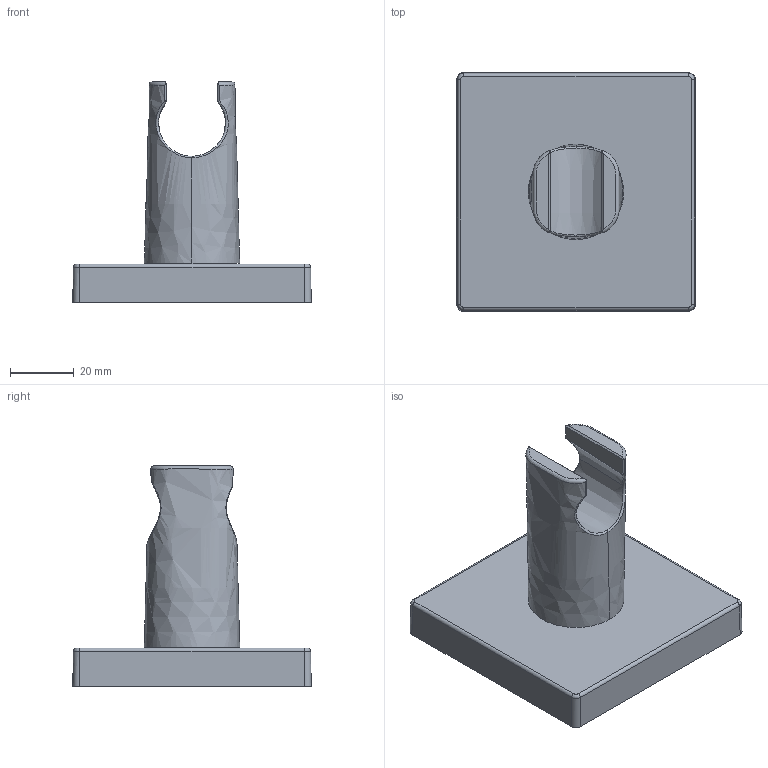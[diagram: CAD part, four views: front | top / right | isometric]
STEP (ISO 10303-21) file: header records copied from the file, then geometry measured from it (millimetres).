
FILE_DESCRIPTION (( 'STEP AP203' ), '1' );
FILE_NAME ('251303(2017)+44440200.STEP', '2017-03-21T12:30:37', ( '' ), ( '' ), 'SwSTEP 2.0', 'SolidWorks 2016', '' );
FILE_SCHEMA (( 'CONFIG_CONTROL_DESIGN' ));
Length unit declared in the file: millimetre
Products named in the file (1): 251303(2017)+44440200
Bounding box: 75 x 75 x 69.3 mm (x, y, z)
Volume: 95077.7 mm3; surface area: 20436.4 mm2
Topology: 1 solids, 1 shells, 42 faces, 107 edges, 69 vertices
Faces by surface type: bspline 16, plane 13, cylinder 10, cone 3
Entity records: 2940 total; most frequent: CARTESIAN_POINT 2026, ORIENTED_EDGE 214, DIRECTION 109, EDGE_CURVE 107, VERTEX_POINT 69, B_SPLINE_CURVE_WITH_KNOTS 59, EDGE_LOOP 44, ADVANCED_FACE 42
